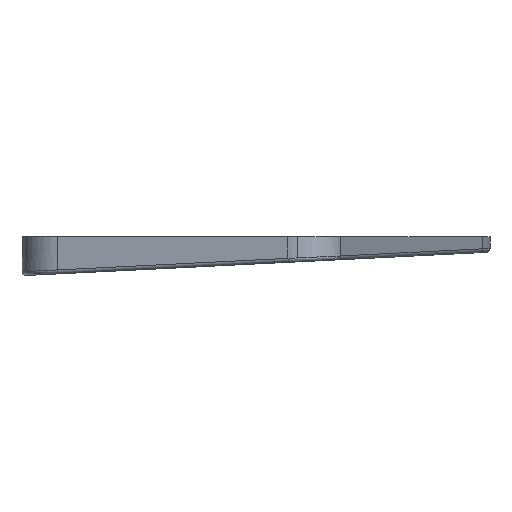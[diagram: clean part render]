
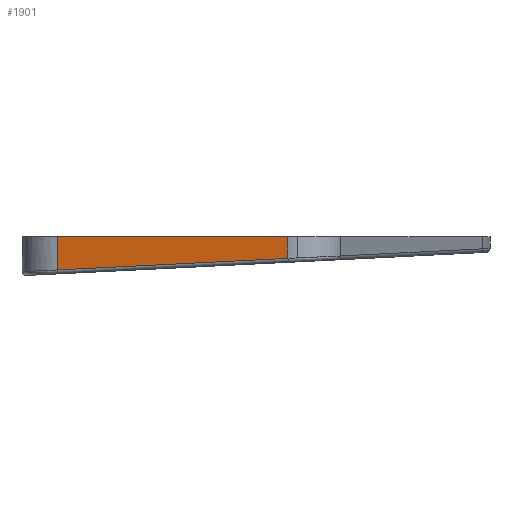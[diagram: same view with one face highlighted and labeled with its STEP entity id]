
A CAD part, left-side view. The second image highlights one B-rep face of the part: STEP entity #1901.
In plain terms, the highlighted planar face has unit normal (-0.978, 0.208, 0).
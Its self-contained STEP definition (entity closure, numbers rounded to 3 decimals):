
#58 = CARTESIAN_POINT ( 'NONE',  ( -0.78, 67.276, 10. ) ) ;
#209 = EDGE_CURVE ( 'NONE', #793, #2130, #2198, .T. ) ;
#239 = DIRECTION ( 'NONE',  ( 0.978, -0.208, 0. ) ) ;
#398 = DIRECTION ( 'NONE',  ( -0.208, -0.978, 0. ) ) ;
#439 = VECTOR ( 'NONE', #1481, 1000. ) ;
#448 = CARTESIAN_POINT ( 'NONE',  ( -0.78, 67.276, 10. ) ) ;
#649 = ORIENTED_EDGE ( 'NONE', *, *, #1870, .T. ) ;
#656 = ORIENTED_EDGE ( 'NONE', *, *, #985, .T. ) ;
#679 = LINE ( 'NONE', #2278, #439 ) ;
#793 = VERTEX_POINT ( 'NONE', #448 ) ;
#828 = DIRECTION ( 'NONE',  ( 0., 0., -1. ) ) ;
#904 = LINE ( 'NONE', #2499, #1813 ) ;
#926 = DIRECTION ( 'NONE',  ( -0.208, -0.977, 0.049 ) ) ;
#985 = EDGE_CURVE ( 'NONE', #1254, #1663, #904, .T. ) ;
#1093 = AXIS2_PLACEMENT_3D ( 'NONE', #1640, #239, #1448 ) ;
#1225 = VECTOR ( 'NONE', #828, 1000. ) ;
#1254 = VERTEX_POINT ( 'NONE', #2438 ) ;
#1336 = ORIENTED_EDGE ( 'NONE', *, *, #209, .F. ) ;
#1443 = ORIENTED_EDGE ( 'NONE', *, *, #2567, .F. ) ;
#1448 = DIRECTION ( 'NONE',  ( 0.208, 0.978, 0. ) ) ;
#1481 = DIRECTION ( 'NONE',  ( 0., 0., -1. ) ) ;
#1640 = CARTESIAN_POINT ( 'NONE',  ( -14.428, 3.067, 10. ) ) ;
#1653 = PLANE ( 'NONE',  #1093 ) ;
#1663 = VERTEX_POINT ( 'NONE', #1896 ) ;
#1813 = VECTOR ( 'NONE', #926, 1000. ) ;
#1870 = EDGE_CURVE ( 'NONE', #793, #1254, #2235, .T. ) ;
#1896 = CARTESIAN_POINT ( 'NONE',  ( -13.275, 8.491, 4.418 ) ) ;
#1901 = ADVANCED_FACE ( 'NONE', ( #2437 ), #1653, .F. ) ;
#2007 = CARTESIAN_POINT ( 'NONE',  ( -14.428, 3.067, 10. ) ) ;
#2089 = EDGE_LOOP ( 'NONE', ( #649, #656, #1443, #1336 ) ) ;
#2130 = VERTEX_POINT ( 'NONE', #2592 ) ;
#2198 = LINE ( 'NONE', #2007, #2376 ) ;
#2235 = LINE ( 'NONE', #58, #1225 ) ;
#2278 = CARTESIAN_POINT ( 'NONE',  ( -13.275, 8.491, 10. ) ) ;
#2376 = VECTOR ( 'NONE', #398, 1000. ) ;
#2437 = FACE_OUTER_BOUND ( 'NONE', #2089, .T. ) ;
#2438 = CARTESIAN_POINT ( 'NONE',  ( -0.78, 67.276, 1.464 ) ) ;
#2499 = CARTESIAN_POINT ( 'NONE',  ( -14.482, 2.812, 4.704 ) ) ;
#2567 = EDGE_CURVE ( 'NONE', #2130, #1663, #679, .T. ) ;
#2592 = CARTESIAN_POINT ( 'NONE',  ( -13.275, 8.491, 10. ) ) ;
